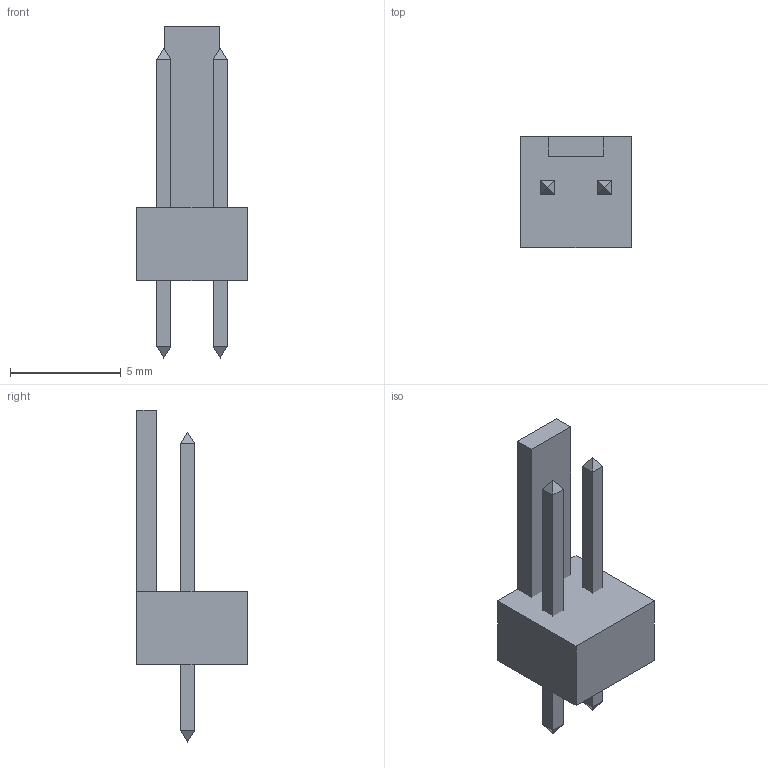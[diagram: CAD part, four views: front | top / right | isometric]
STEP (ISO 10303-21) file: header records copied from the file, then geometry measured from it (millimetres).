
FILE_DESCRIPTION(('FreeCAD Model'),'2;1');
FILE_NAME('CONN_NCW254-02S.step','2019-12-29T20:33:11',(''),(''), 'Open CASCADE STEP processor 7.3','FreeCAD','Unknown');
FILE_SCHEMA(('AUTOMOTIVE_DESIGN { 1 0 10303 214 1 1 1 1 }'));
Length unit declared in the file: millimetre
Products named in the file (10): cube; hull001; hull; cube002; cube005; cube006; cube007; cube004; cube001; cube003
Bounding box: 5 x 5 x 15 mm (x, y, z)
Volume: 129.9 mm3; surface area: 336.5 mm2
Topology: 10 solids, 10 shells, 76 faces, 152 edges, 96 vertices
Faces by surface type: plane 76
Entity records: 4069 total; most frequent: CARTESIAN_POINT 629, DIRECTION 610, LINE 456, VECTOR 456, ORIENTED_EDGE 304, PCURVE 304, DEFINITIONAL_REPRESENTATION 304, EDGE_CURVE 152
